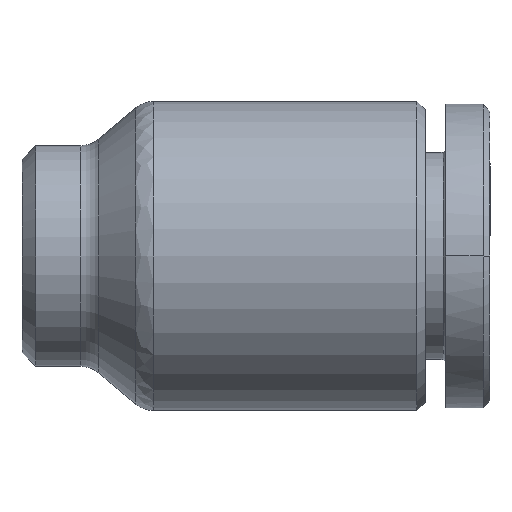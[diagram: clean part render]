
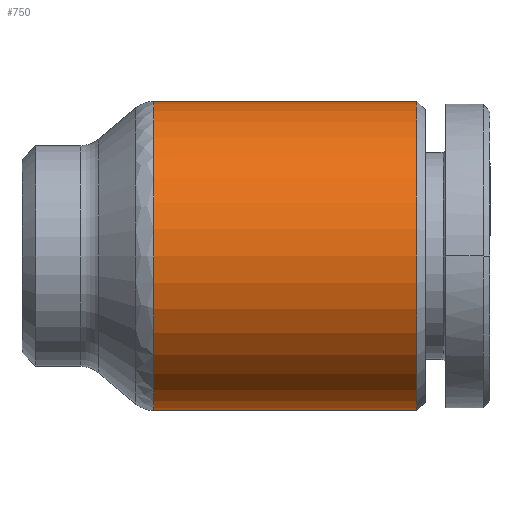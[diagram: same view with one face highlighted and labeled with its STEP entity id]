
A CAD part, front view. The second image highlights one B-rep face of the part: STEP entity #750.
In plain terms, the highlighted cylindrical face has radius 5.6 mm (diameter 11.2 mm), a partial arc.
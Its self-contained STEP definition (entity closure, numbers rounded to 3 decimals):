
#309 = DIRECTION ( 'NONE',  ( 1., 0., 0. ) ) ;
#456 = CARTESIAN_POINT ( 'NONE',  ( 8.8, 0., -5.6 ) ) ;
#562 = DIRECTION ( 'NONE',  ( 1., 0., 0. ) ) ;
#750 = ADVANCED_FACE ( 'NONE', ( #6999 ), #2466, .T. ) ;
#1130 = EDGE_CURVE ( 'NONE', #3946, #1845, #2880, .T. ) ;
#1231 = ORIENTED_EDGE ( 'NONE', *, *, #2346, .T. ) ;
#1270 = VERTEX_POINT ( 'NONE', #456 ) ;
#1482 = VERTEX_POINT ( 'NONE', #3089 ) ;
#1584 = LINE ( 'NONE', #1990, #4938 ) ;
#1592 = DIRECTION ( 'NONE',  ( 1., 0., 0. ) ) ;
#1699 = CARTESIAN_POINT ( 'NONE',  ( -0.735, 0., 5.6 ) ) ;
#1845 = VERTEX_POINT ( 'NONE', #5367 ) ;
#1990 = CARTESIAN_POINT ( 'NONE',  ( 3.2, 0., -5.6 ) ) ;
#2194 = ORIENTED_EDGE ( 'NONE', *, *, #1130, .F. ) ;
#2346 = EDGE_CURVE ( 'NONE', #1270, #1845, #8614, .T. ) ;
#2381 = DIRECTION ( 'NONE',  ( -1., 0., 0. ) ) ;
#2466 = CYLINDRICAL_SURFACE ( 'NONE', #2483, 5.6 ) ;
#2483 = AXIS2_PLACEMENT_3D ( 'NONE', #8004, #2655, #6071 ) ;
#2655 = DIRECTION ( 'NONE',  ( 1., 0., 0. ) ) ;
#2697 = EDGE_CURVE ( 'NONE', #3946, #1482, #8089, .T. ) ;
#2880 = LINE ( 'NONE', #7053, #8365 ) ;
#2967 = AXIS2_PLACEMENT_3D ( 'NONE', #2996, #1592, #4338 ) ;
#2974 = CARTESIAN_POINT ( 'NONE',  ( 8.8, 0., 0. ) ) ;
#2996 = CARTESIAN_POINT ( 'NONE',  ( -0.735, 0., 0. ) ) ;
#3028 = ORIENTED_EDGE ( 'NONE', *, *, #8657, .T. ) ;
#3089 = CARTESIAN_POINT ( 'NONE',  ( -0.735, 0., -5.6 ) ) ;
#3739 = EDGE_LOOP ( 'NONE', ( #2194, #5300, #3028, #1231 ) ) ;
#3946 = VERTEX_POINT ( 'NONE', #1699 ) ;
#4338 = DIRECTION ( 'NONE',  ( 0., 0., -1. ) ) ;
#4550 = AXIS2_PLACEMENT_3D ( 'NONE', #2974, #2381, #7092 ) ;
#4938 = VECTOR ( 'NONE', #562, 1000. ) ;
#5300 = ORIENTED_EDGE ( 'NONE', *, *, #2697, .T. ) ;
#5367 = CARTESIAN_POINT ( 'NONE',  ( 8.8, 0., 5.6 ) ) ;
#6071 = DIRECTION ( 'NONE',  ( 0., 0., -1. ) ) ;
#6999 = FACE_OUTER_BOUND ( 'NONE', #3739, .T. ) ;
#7053 = CARTESIAN_POINT ( 'NONE',  ( 3.2, 0., 5.6 ) ) ;
#7092 = DIRECTION ( 'NONE',  ( 0., 0., -1. ) ) ;
#8004 = CARTESIAN_POINT ( 'NONE',  ( 3.2, 0., 0. ) ) ;
#8089 = CIRCLE ( 'NONE', #2967, 5.6 ) ;
#8365 = VECTOR ( 'NONE', #309, 1000. ) ;
#8614 = CIRCLE ( 'NONE', #4550, 5.6 ) ;
#8657 = EDGE_CURVE ( 'NONE', #1482, #1270, #1584, .T. ) ;
